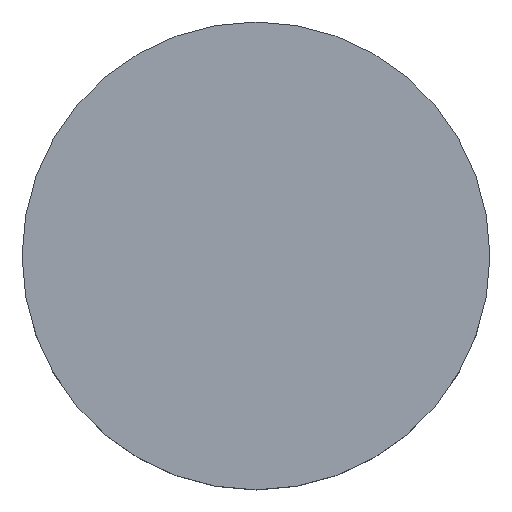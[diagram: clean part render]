
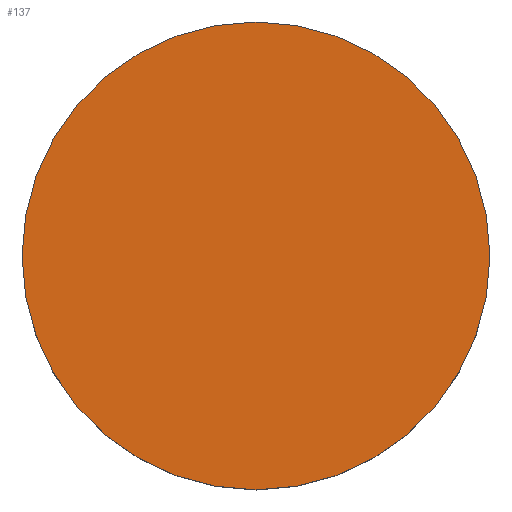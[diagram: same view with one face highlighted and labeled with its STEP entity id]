
A CAD part, top view. The second image highlights one B-rep face of the part: STEP entity #137.
In plain terms, the highlighted planar face has unit normal (0, 0, 1).
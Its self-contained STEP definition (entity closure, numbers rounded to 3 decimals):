
#7 = CARTESIAN_POINT ( 'NONE',  ( 0., 0., 3. ) ) ;
#8 = EDGE_LOOP ( 'NONE', ( #152, #16 ) ) ;
#16 = ORIENTED_EDGE ( 'NONE', *, *, #23, .F. ) ;
#23 = EDGE_CURVE ( 'NONE', #84, #46, #28, .T. ) ;
#28 = CIRCLE ( 'NONE', #48, 6.35 ) ;
#46 = VERTEX_POINT ( 'NONE', #57 ) ;
#48 = AXIS2_PLACEMENT_3D ( 'NONE', #7, #122, #141 ) ;
#57 = CARTESIAN_POINT ( 'NONE',  ( 0., -6.35, 3. ) ) ;
#78 = CARTESIAN_POINT ( 'NONE',  ( 0., 0., 3. ) ) ;
#84 = VERTEX_POINT ( 'NONE', #207 ) ;
#94 = CARTESIAN_POINT ( 'NONE',  ( 0., 13.158, 3. ) ) ;
#101 = AXIS2_PLACEMENT_3D ( 'NONE', #78, #175, #112 ) ;
#110 = DIRECTION ( 'NONE',  ( 0., 0., 1. ) ) ;
#112 = DIRECTION ( 'NONE',  ( 0., -1., 0. ) ) ;
#116 = FACE_OUTER_BOUND ( 'NONE', #8, .T. ) ;
#122 = DIRECTION ( 'NONE',  ( 0., 0., -1. ) ) ;
#137 = ADVANCED_FACE ( 'NONE', ( #116 ), #189, .T. ) ;
#141 = DIRECTION ( 'NONE',  ( 0., -1., 0. ) ) ;
#144 = DIRECTION ( 'NONE',  ( 1., 0., 0. ) ) ;
#152 = ORIENTED_EDGE ( 'NONE', *, *, #153, .F. ) ;
#153 = EDGE_CURVE ( 'NONE', #46, #84, #179, .T. ) ;
#175 = DIRECTION ( 'NONE',  ( 0., 0., -1. ) ) ;
#179 = CIRCLE ( 'NONE', #101, 6.35 ) ;
#189 = PLANE ( 'NONE',  #197 ) ;
#197 = AXIS2_PLACEMENT_3D ( 'NONE', #94, #110, #144 ) ;
#207 = CARTESIAN_POINT ( 'NONE',  ( 0., 6.35, 3. ) ) ;
